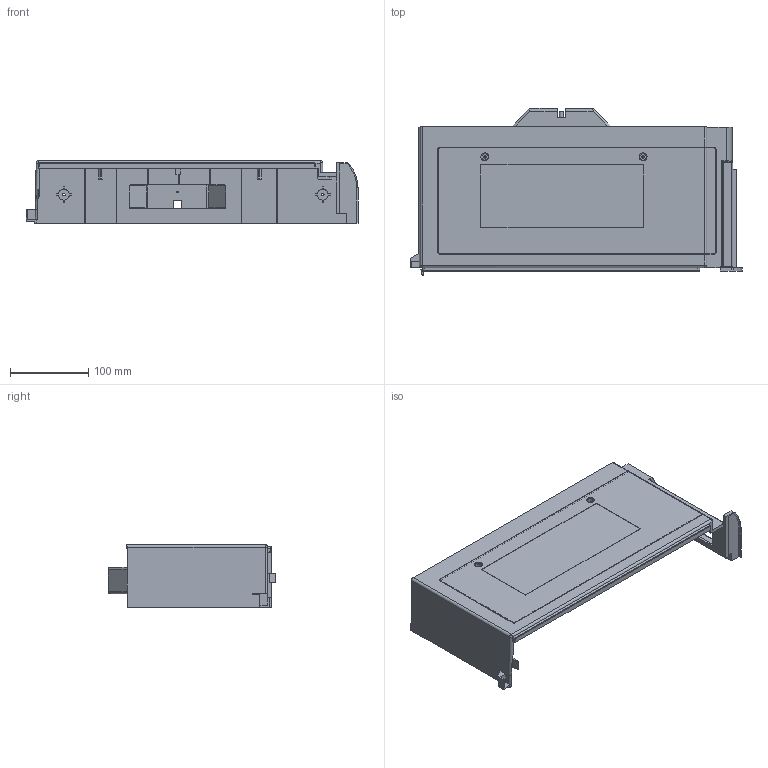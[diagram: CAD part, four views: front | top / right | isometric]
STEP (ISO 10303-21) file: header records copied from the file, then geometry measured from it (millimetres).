
FILE_DESCRIPTION(/* description */ ('','CAx-IF Rec.Pracs.---Representation and Presentation of Product Manufacturing Information (PMI)---4.0---2014-10-13'),/* implementation_level */ '2;1');
FILE_NAME(/* name */ 'Circuitboard Cover v2.step',/* time_stamp */ '2024-12-15T16:24:13-05:00',/* author */ (''),/* organization */ (''),/* preprocessor_version */ 'ST-DEVELOPER v20',/* originating_system */ 'Autodesk Translation Framework v13.20.0.188',/* authorisation */ '');
FILE_SCHEMA (('AP242_MANAGED_MODEL_BASED_3D_ENGINEERING_MIM_LF { 1 0 10303 442 1 1 4 }'));
Length unit declared in the file: millimetre
Products named in the file (1): Circuitboard Cover
Bounding box: 425.3 x 214.1 x 80 mm (x, y, z)
Volume: 392072.9 mm3; surface area: 336077.7 mm2
Topology: 2 solids, 2 shells, 694 faces, 2006 edges, 1312 vertices
Faces by surface type: plane 580, cylinder 95, bspline 9, torus 7, sphere 3
Full cylindrical faces by diameter (mm): 2.5 x3, 3 x2, 3.5 x2, 5.25 x1, 8.25 x2, 10 x2, 11 x2
Entity records: 22801 total; most frequent: CARTESIAN_POINT 4330, ORIENTED_EDGE 4006, DIRECTION 3591, EDGE_CURVE 2003, LINE 1767, VECTOR 1767, VERTEX_POINT 1312, AXIS2_PLACEMENT_3D 912
